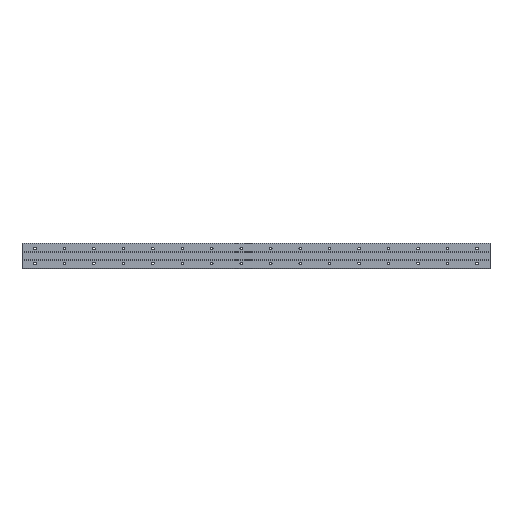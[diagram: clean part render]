
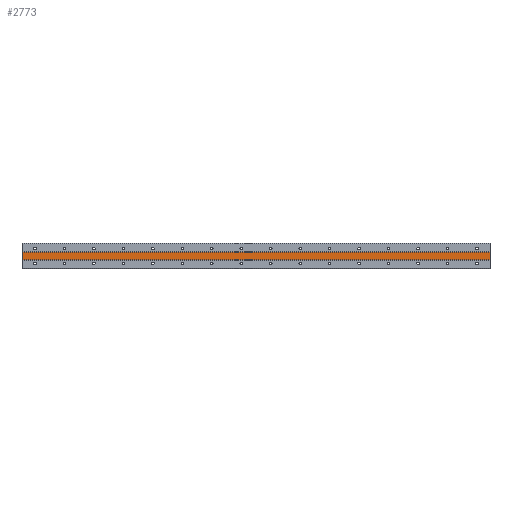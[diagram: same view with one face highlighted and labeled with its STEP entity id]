
A CAD part, front view. The second image highlights one B-rep face of the part: STEP entity #2773.
In plain terms, the highlighted planar face has unit normal (0, -1, 0).
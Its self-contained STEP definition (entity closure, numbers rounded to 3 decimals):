
#472 = CARTESIAN_POINT ( 'NONE',  ( -35., 1., -10. ) ) ;
#475 = CARTESIAN_POINT ( 'NONE',  ( 1235., 1., -10. ) ) ;
#614 = FACE_OUTER_BOUND ( 'NONE', #5191, .T. ) ;
#636 = DIRECTION ( 'NONE',  ( 0., 0., -1. ) ) ;
#872 = AXIS2_PLACEMENT_3D ( 'NONE', #3864, #2459, #5669 ) ;
#996 = LINE ( 'NONE', #5738, #4292 ) ;
#1065 = CARTESIAN_POINT ( 'NONE',  ( 1235., 1., -10. ) ) ;
#1084 = VECTOR ( 'NONE', #636, 1000. ) ;
#1234 = EDGE_CURVE ( 'NONE', #5434, #5034, #1371, .T. ) ;
#1371 = LINE ( 'NONE', #475, #6021 ) ;
#2304 = CARTESIAN_POINT ( 'NONE',  ( -35., 1., 10. ) ) ;
#2459 = DIRECTION ( 'NONE',  ( 0., 1., 0. ) ) ;
#2465 = DIRECTION ( 'NONE',  ( 0., 0., -1. ) ) ;
#2475 = CARTESIAN_POINT ( 'NONE',  ( -35., 1., 34.482 ) ) ;
#2481 = EDGE_CURVE ( 'NONE', #5266, #2507, #4510, .T. ) ;
#2507 = VERTEX_POINT ( 'NONE', #3102 ) ;
#2773 = ADVANCED_FACE ( 'NONE', ( #614 ), #4355, .F. ) ;
#2976 = ORIENTED_EDGE ( 'NONE', *, *, #2481, .F. ) ;
#3102 = CARTESIAN_POINT ( 'NONE',  ( 1235., 1., 10. ) ) ;
#3496 = ORIENTED_EDGE ( 'NONE', *, *, #1234, .T. ) ;
#3683 = DIRECTION ( 'NONE',  ( 1., 0., 0. ) ) ;
#3864 = CARTESIAN_POINT ( 'NONE',  ( 1235., 1., 10. ) ) ;
#4109 = EDGE_CURVE ( 'NONE', #2507, #5034, #996, .T. ) ;
#4161 = ORIENTED_EDGE ( 'NONE', *, *, #4109, .F. ) ;
#4292 = VECTOR ( 'NONE', #2465, 1000. ) ;
#4355 = PLANE ( 'NONE',  #872 ) ;
#4373 = LINE ( 'NONE', #2475, #1084 ) ;
#4510 = LINE ( 'NONE', #5487, #5364 ) ;
#5034 = VERTEX_POINT ( 'NONE', #1065 ) ;
#5068 = ORIENTED_EDGE ( 'NONE', *, *, #5098, .T. ) ;
#5098 = EDGE_CURVE ( 'NONE', #5266, #5434, #4373, .T. ) ;
#5106 = DIRECTION ( 'NONE',  ( 1., 0., 0. ) ) ;
#5191 = EDGE_LOOP ( 'NONE', ( #3496, #4161, #2976, #5068 ) ) ;
#5266 = VERTEX_POINT ( 'NONE', #2304 ) ;
#5364 = VECTOR ( 'NONE', #3683, 1000. ) ;
#5434 = VERTEX_POINT ( 'NONE', #472 ) ;
#5487 = CARTESIAN_POINT ( 'NONE',  ( 1235., 1., 10. ) ) ;
#5669 = DIRECTION ( 'NONE',  ( 0., 0., 1. ) ) ;
#5738 = CARTESIAN_POINT ( 'NONE',  ( 1235., 1., 34.482 ) ) ;
#6021 = VECTOR ( 'NONE', #5106, 1000. ) ;
